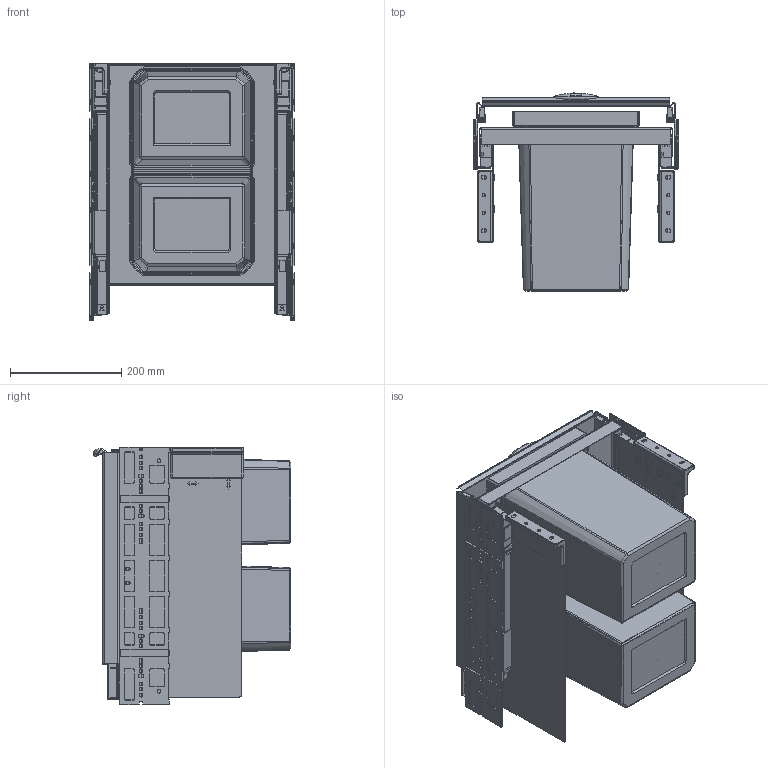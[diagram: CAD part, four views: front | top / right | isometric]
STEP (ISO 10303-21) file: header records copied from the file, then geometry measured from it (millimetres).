
FILE_DESCRIPTION(('STEP AP214'),'1');
FILE_NAME('8013313_V Cox Base 360 S_400-2 Bio.STP','2024-08-15T10:02:19',(' '),(' '),'Spatial InterOp 3D',' ',' ');
FILE_SCHEMA(('AUTOMOTIVE_DESIGN { 1 0 10303 214 1 1 1 1 }'));
Length unit declared in the file: millimetre
Products named in the file (1): 3D-Objekt
Bounding box: 368 x 355.76 x 464 mm (x, y, z)
Volume: 3459782.9 mm3; surface area: 2816592.6 mm2
Topology: 30 solids, 32 shells, 4817 faces, 12455 edges, 7784 vertices
Faces by surface type: plane 1847, cylinder 1748, torus 855, bspline 151, sphere 102, cone 98, extrusion 16
Entity records: 216332 total; most frequent: CARTESIAN_POINT 35277, DIRECTION 26405, ORIENTED_EDGE 24854, EDGE_CURVE 12427, STYLED_ITEM 11580, PRESENTATION_STYLE_ASSIGNMENT 11580, COLOUR_RGB 11580, CURVE_STYLE 10842
